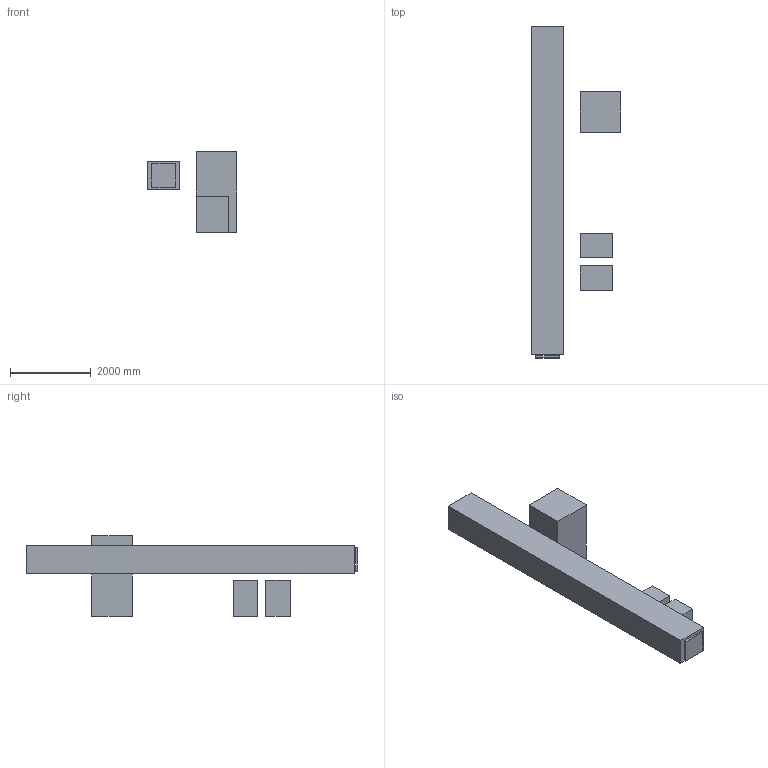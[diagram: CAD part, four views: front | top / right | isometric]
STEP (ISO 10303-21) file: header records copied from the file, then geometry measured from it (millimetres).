
FILE_DESCRIPTION(/* description */ (''),/* implementation_level */ '2;1');
FILE_NAME(/* name */ 'FASERnu2 v1 v4.step',/* time_stamp */ '2023-09-15T14:08:49+02:00',/* author */ (''),/* organization */ (''),/* preprocessor_version */ 'ST-DEVELOPER v20',/* originating_system */ 'Autodesk Translation Framework v12.9.0.99',/* authorisation */ '');
FILE_SCHEMA (('AUTOMOTIVE_DESIGN { 1 0 10303 214 3 1 1 }'));
Length unit declared in the file: millimetre
Products named in the file (9): FASERnu2 v1; コンポーネント1; コンポーネント2; コンポーネント4; コンポーネント3; コンポーネント7; bV {fB1; bV {fB1 (1
); コンポーネント10
Assembly tree (11 placements, depth 3):
  FASERnu2 v1
    コンポーネント1
      コンポーネント2  x2
      コンポーネント3  x2
      コンポーネント4  x2
    コンポーネント7
    bV {fB1
    bV {fB1 (1
)
    コンポーネント10
Bounding box: 2200 x 8200 x 2000 mm (x, y, z)
Volume: 9461510000 mm3; surface area: 86808400 mm2
Topology: 11 solids, 11 shells, 74 faces, 156 edges, 104 vertices
Faces by surface type: plane 74
Entity records: 1691 total; most frequent: DIRECTION 254, CARTESIAN_POINT 253, ORIENTED_EDGE 216, LINE 108, VECTOR 108, EDGE_CURVE 108, AXIS2_PLACEMENT_3D 73, VERTEX_POINT 72
